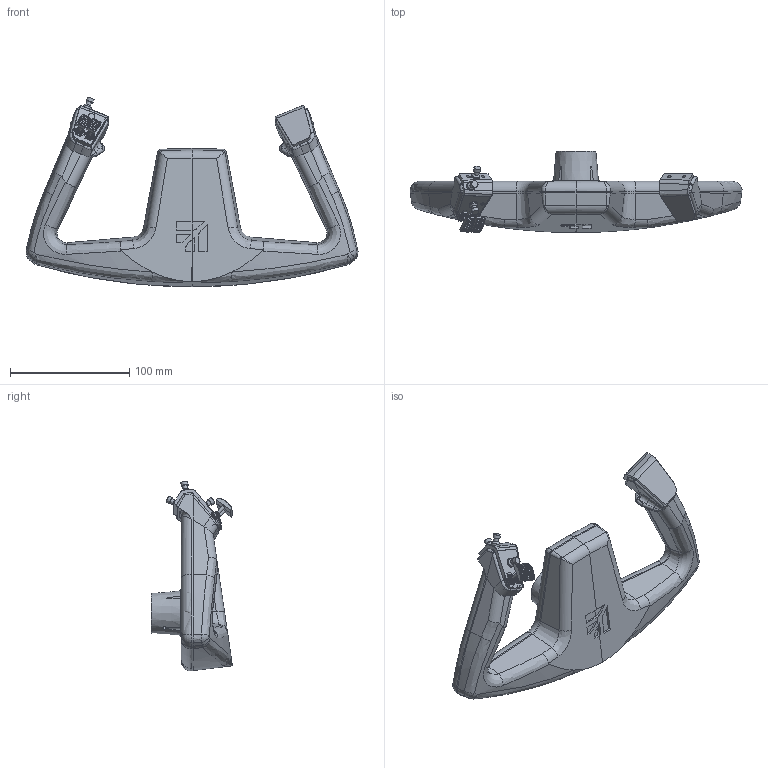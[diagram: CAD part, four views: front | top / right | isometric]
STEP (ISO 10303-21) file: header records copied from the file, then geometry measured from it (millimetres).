
FILE_DESCRIPTION(/* description */ (''),/* implementation_level */ '2;1');
FILE_NAME(/* name */ 'Saitek Cessna Yoke v23.step',/* time_stamp */ '2022-04-10T18:46:12-06:00',/* author */ (''),/* organization */ (''),/* preprocessor_version */ 'ST-DEVELOPER v18.1',/* originating_system */ 'Autodesk Translation Framework v10.14.0.1471',/* authorisation */ '');
FILE_SCHEMA (('AUTOMOTIVE_DESIGN { 1 0 10303 214 3 1 1 }'));
Products named in the file (25): Saitek Cessna Yoke; Front; Back; UnGrommet; Upper left assembly; Electronics; ToggleSwitch 3Pin; ToggleSwitch 3Pin_1; Washer Anti Twist Protection; Nut M6x0.75mm; Nut M6x0.75mm  clone; Sheetmatal Frame; Plastic Body; Thread; Batton Clone 1; PIN_1of3; PIN_2of3; PIN_3of3; Washer; Button PSB-110; BandaidFix Component; Upper Right Thingie; Trim Switches; Switch; Upper left assembly (1)
Assembly tree (38 placements, depth 4):
  Saitek Cessna Yoke
    Front
    Back
    UnGrommet
    Upper left assembly
    Electronics
      ToggleSwitch 3Pin
        Washer Anti Twist Protection
        Nut M6x0.75mm
        Nut M6x0.75mm  clone
        Sheetmatal Frame
        Plastic Body
        Thread
        Batton Clone 1
        PIN_1of3
        PIN_2of3
        PIN_3of3
        Washer
      ToggleSwitch 3Pin_1
        Washer Anti Twist Protection
        Nut M6x0.75mm
        Nut M6x0.75mm  clone
        Sheetmatal Frame
        Plastic Body
        Thread
        Batton Clone 1
        PIN_1of3
        PIN_2of3
        PIN_3of3
        Washer
      Button PSB-110  x3
    BandaidFix Component
    Upper Right Thingie
    Trim Switches
      Switch  x2
    Upper left assembly (1)
Bounding box: 278.16 x 68.55 x 158.88 mm (x, y, z)
Volume: 332858.4 mm3; surface area: 165758.1 mm2
Topology: 36 solids, 36 shells, 1990 faces, 5184 edges, 3341 vertices
Faces by surface type: plane 968, bspline 446, cylinder 412, cone 104, torus 34, sphere 26
Full cylindrical faces by diameter (mm): 1 x6, 1.5 x2, 3 x31, 4 x17, 5 x2, 5.2 x4, 5.7 x3, 6.2 x2, 6.25 x2, 7 x3, 7.3 x3, 7.5 x13, 9.7 x3, 10 x2, 15 x4, 27.3 x1
Entity records: 61058 total; most frequent: CARTESIAN_POINT 27876, ORIENTED_EDGE 7262, DIRECTION 5915, EDGE_CURVE 3631, VERTEX_POINT 2337, AXIS2_PLACEMENT_3D 1986, LINE 1943, VECTOR 1943
